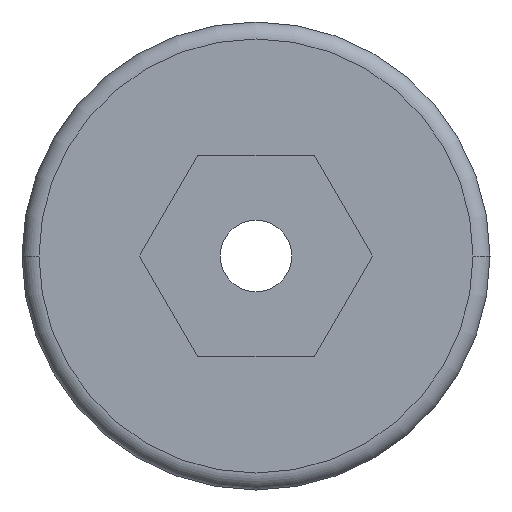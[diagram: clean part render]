
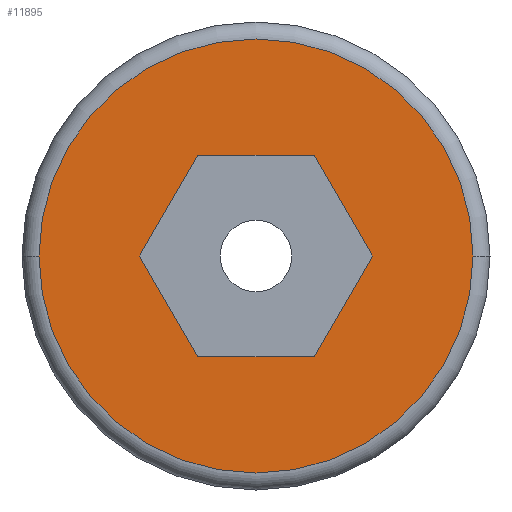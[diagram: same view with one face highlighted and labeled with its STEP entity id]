
A CAD part, left-side view. The second image highlights one B-rep face of the part: STEP entity #11895.
In plain terms, the highlighted planar face has unit normal (-1, 0, 0).
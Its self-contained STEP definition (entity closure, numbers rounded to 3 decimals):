
#5618=DIRECTION('',(0.,-0.5,0.866));
#5619=VECTOR('',#5618,1.744);
#5620=CARTESIAN_POINT('',(-3.91,1.744,0.));
#5621=LINE('',#5620,#5619);
#5622=DIRECTION('',(0.,0.5,0.866));
#5623=VECTOR('',#5622,1.744);
#5624=CARTESIAN_POINT('',(-3.91,0.872,-1.51));
#5625=LINE('',#5624,#5623);
#5626=DIRECTION('',(0.,1.,0.));
#5627=VECTOR('',#5626,1.744);
#5628=CARTESIAN_POINT('',(-3.91,-0.872,-1.51));
#5629=LINE('',#5628,#5627);
#5630=DIRECTION('',(0.,0.5,-0.866));
#5631=VECTOR('',#5630,1.744);
#5632=CARTESIAN_POINT('',(-3.91,-1.744,0.));
#5633=LINE('',#5632,#5631);
#5634=DIRECTION('',(0.,-0.5,-0.866));
#5635=VECTOR('',#5634,1.744);
#5636=CARTESIAN_POINT('',(-3.91,-0.872,1.51));
#5637=LINE('',#5636,#5635);
#5638=DIRECTION('',(0.,-1.,0.));
#5639=VECTOR('',#5638,1.744);
#5640=CARTESIAN_POINT('',(-3.91,0.872,1.51));
#5641=LINE('',#5640,#5639);
#5642=CARTESIAN_POINT('',(-3.91,0.,0.));
#5643=DIRECTION('',(-1.,0.,0.));
#5644=DIRECTION('',(0.,1.,0.));
#5645=AXIS2_PLACEMENT_3D('',#5642,#5643,#5644);
#5647=CARTESIAN_POINT('',(-3.91,0.,0.));
#5648=DIRECTION('',(-1.,0.,0.));
#5649=DIRECTION('',(0.,-1.,0.));
#5650=AXIS2_PLACEMENT_3D('',#5647,#5648,#5649);
#6029=CARTESIAN_POINT('',(-3.91,1.744,0.));
#6030=CARTESIAN_POINT('',(-3.91,0.872,1.51));
#6031=VERTEX_POINT('',#6029);
#6032=VERTEX_POINT('',#6030);
#6033=CARTESIAN_POINT('',(-3.91,-0.872,1.51));
#6034=VERTEX_POINT('',#6033);
#6035=CARTESIAN_POINT('',(-3.91,-1.744,0.));
#6036=VERTEX_POINT('',#6035);
#6037=CARTESIAN_POINT('',(-3.91,-0.872,-1.51));
#6038=VERTEX_POINT('',#6037);
#6039=CARTESIAN_POINT('',(-3.91,0.872,-1.51));
#6040=VERTEX_POINT('',#6039);
#6041=CARTESIAN_POINT('',(-3.91,3.246,0.));
#6042=CARTESIAN_POINT('',(-3.91,-3.246,0.));
#6043=VERTEX_POINT('',#6041);
#6044=VERTEX_POINT('',#6042);
#11871=CARTESIAN_POINT('',(-3.91,0.,0.));
#11872=DIRECTION('',(1.,0.,0.));
#11873=DIRECTION('',(0.,-1.,0.));
#11874=AXIS2_PLACEMENT_3D('',#11871,#11872,#11873);
#11875=PLANE('',#11874);
#11877=ORIENTED_EDGE('',*,*,#11876,.F.);
#11878=ORIENTED_EDGE('',*,*,#11861,.F.);
#11879=EDGE_LOOP('',(#11877,#11878));
#11880=FACE_OUTER_BOUND('',#11879,.F.);
#11882=ORIENTED_EDGE('',*,*,#11881,.F.);
#11884=ORIENTED_EDGE('',*,*,#11883,.F.);
#11886=ORIENTED_EDGE('',*,*,#11885,.F.);
#11888=ORIENTED_EDGE('',*,*,#11887,.F.);
#11890=ORIENTED_EDGE('',*,*,#11889,.F.);
#11892=ORIENTED_EDGE('',*,*,#11891,.F.);
#11893=EDGE_LOOP('',(#11882,#11884,#11886,#11888,#11890,#11892));
#11894=FACE_BOUND('',#11893,.F.);
#5646=CIRCLE('',#5645,3.246);
#5651=CIRCLE('',#5650,3.246);
#11861=EDGE_CURVE('',#6044,#6043,#5651,.T.);
#11876=EDGE_CURVE('',#6043,#6044,#5646,.T.);
#11881=EDGE_CURVE('',#6031,#6032,#5621,.T.);
#11883=EDGE_CURVE('',#6040,#6031,#5625,.T.);
#11885=EDGE_CURVE('',#6038,#6040,#5629,.T.);
#11887=EDGE_CURVE('',#6036,#6038,#5633,.T.);
#11889=EDGE_CURVE('',#6034,#6036,#5637,.T.);
#11891=EDGE_CURVE('',#6032,#6034,#5641,.T.);
#11895=ADVANCED_FACE('',(#11880,#11894),#11875,.F.);
